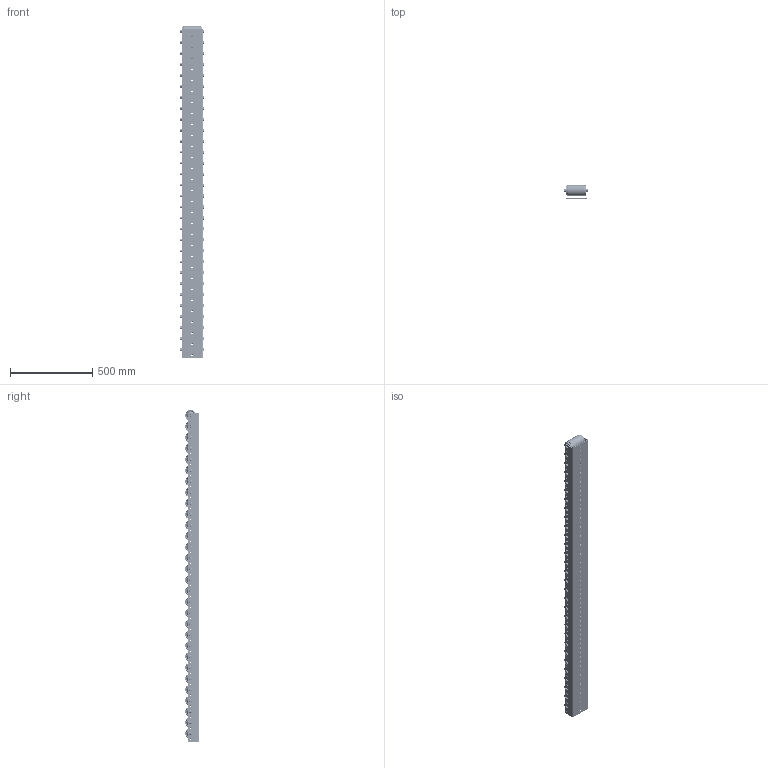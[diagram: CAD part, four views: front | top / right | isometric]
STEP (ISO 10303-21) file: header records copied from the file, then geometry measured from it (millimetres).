
FILE_DESCRIPTION (( 'STEP AP214' ), '1' );
FILE_NAME ('0040990_NR210-066-1-L=2000_(A-02).step', '2018-12-07T11:36:12', ( '' ), ( '' ), 'SwSTEP 2.0', 'SolidWorks 2018', '' );
FILE_SCHEMA (( 'AUTOMOTIVE_DESIGN' ));
Length unit declared in the file: millimetre
Products named in the file (5): Sechskantmutter_DIN980_M10; 0026330_U-65x130x65x3_Schienenprofil-NR200-1_KFG_0026330_L=2000; 0026037_Sechskantschraube_DIN931_M10x140_M10 x 140; 0040990_NR210-066-1-L=2000_(A-02); K0024322_NR-210-60-10-PVC2mm
Assembly tree (91 placements, depth 2):
  0040990_NR210-066-1-L=2000_(A-02)
    0026330_U-65x130x65x3_Schienenprofil-NR200-1_KFG_0026330_L=2000
    Sechskantmutter_DIN980_M10  x30
    0026037_Sechskantschraube_DIN931_M10x140_M10 x 140  x30
    K0024322_NR-210-60-10-PVC2mm  x30
Bounding box: 146.4 x 82 x 2015.33 mm (x, y, z)
Volume: 1888435.9 mm3; surface area: 2901434.6 mm2
Topology: 61 solids, 121 shells, 4256 faces, 9176 edges, 5432 vertices
Faces by surface type: cylinder 1328, plane 1068, cone 960, torus 900
Entity records: 19324 total; most frequent: DIRECTION 3480, CARTESIAN_POINT 3154, ORIENTED_EDGE 2804, AXIS2_PLACEMENT_3D 1506, EDGE_CURVE 1404, VERTEX_POINT 908, CIRCLE 896, EDGE_LOOP 890
